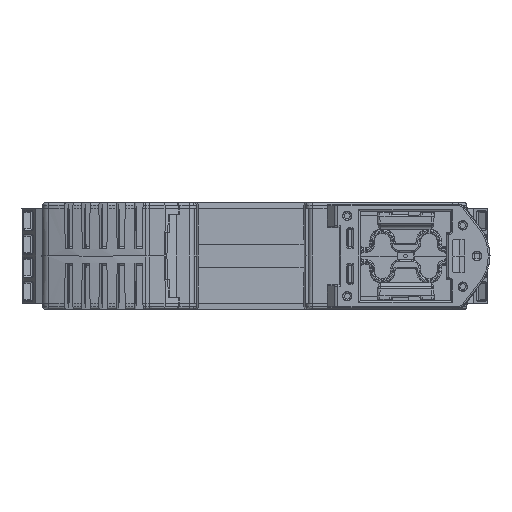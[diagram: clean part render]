
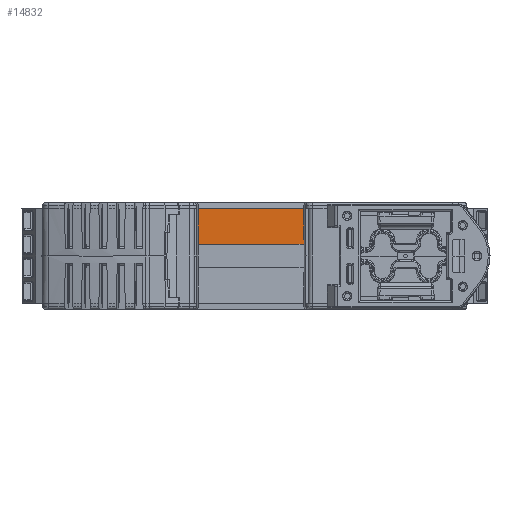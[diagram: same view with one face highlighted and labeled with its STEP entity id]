
A CAD part, left-side view. The second image highlights one B-rep face of the part: STEP entity #14832.
In plain terms, the highlighted planar face has unit normal (-1, 0, -0.009).
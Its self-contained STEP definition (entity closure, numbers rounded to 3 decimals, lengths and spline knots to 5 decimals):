
#4896 = VECTOR ( 'NONE', #187990, 39.37008 ) ;
#6759 = CARTESIAN_POINT ( 'NONE',  ( -1.82727, 0.47181, 0. ) ) ;
#8526 = EDGE_CURVE ( 'NONE', #182056, #96186, #118291, .T. ) ;
#9567 = VECTOR ( 'NONE', #176509, 39.37008 ) ;
#14832 = ADVANCED_FACE ( 'NONE', ( #150832 ), #60685, .T. ) ;
#23984 = CARTESIAN_POINT ( 'NONE',  ( -1.82813, -0.41141, 0.09816 ) ) ;
#26194 = DIRECTION ( 'NONE',  ( 0., 1., 0. ) ) ;
#31255 = DIRECTION ( 'NONE',  ( 0.009, 0., -1. ) ) ;
#35162 = EDGE_CURVE ( 'NONE', #132851, #96304, #159045, .T. ) ;
#45999 = AXIS2_PLACEMENT_3D ( 'NONE', #46937, #74418, #31255 ) ;
#46937 = CARTESIAN_POINT ( 'NONE',  ( -1.83071, 0.4688, 0.3937 ) ) ;
#60685 = PLANE ( 'NONE',  #45999 ) ;
#68903 = CARTESIAN_POINT ( 'NONE',  ( -1.83071, 0.4688, 0.3937 ) ) ;
#69569 = EDGE_LOOP ( 'NONE', ( #174137, #110642, #155641, #123605 ) ) ;
#74418 = DIRECTION ( 'NONE',  ( -1., 0., -0.009 ) ) ;
#82274 = EDGE_CURVE ( 'NONE', #96186, #132851, #128237, .T. ) ;
#85618 = VECTOR ( 'NONE', #26194, 39.37008 ) ;
#96186 = VERTEX_POINT ( 'NONE', #137675 ) ;
#96304 = VERTEX_POINT ( 'NONE', #157167 ) ;
#110642 = ORIENTED_EDGE ( 'NONE', *, *, #185606, .F. ) ;
#112985 = DIRECTION ( 'NONE',  ( 0., -1., 0. ) ) ;
#118291 = LINE ( 'NONE', #176116, #85618 ) ;
#123605 = ORIENTED_EDGE ( 'NONE', *, *, #82274, .F. ) ;
#128237 = LINE ( 'NONE', #6759, #4896 ) ;
#132851 = VERTEX_POINT ( 'NONE', #146975 ) ;
#137675 = CARTESIAN_POINT ( 'NONE',  ( -1.82813, 0.47106, 0.09816 ) ) ;
#146975 = CARTESIAN_POINT ( 'NONE',  ( -1.83071, 0.4688, 0.3937 ) ) ;
#148125 = CARTESIAN_POINT ( 'NONE',  ( -1.83071, -0.40915, 0.3937 ) ) ;
#150832 = FACE_OUTER_BOUND ( 'NONE', #69569, .T. ) ;
#155641 = ORIENTED_EDGE ( 'NONE', *, *, #35162, .F. ) ;
#157167 = CARTESIAN_POINT ( 'NONE',  ( -1.83071, -0.40915, 0.3937 ) ) ;
#159045 = LINE ( 'NONE', #68903, #191251 ) ;
#160852 = LINE ( 'NONE', #148125, #9567 ) ;
#174137 = ORIENTED_EDGE ( 'NONE', *, *, #8526, .F. ) ;
#176116 = CARTESIAN_POINT ( 'NONE',  ( -1.82813, 0.4688, 0.09816 ) ) ;
#176509 = DIRECTION ( 'NONE',  ( 0.009, -0.008, -1. ) ) ;
#182056 = VERTEX_POINT ( 'NONE', #23984 ) ;
#185606 = EDGE_CURVE ( 'NONE', #96304, #182056, #160852, .T. ) ;
#187990 = DIRECTION ( 'NONE',  ( -0.009, -0.008, 1. ) ) ;
#191251 = VECTOR ( 'NONE', #112985, 39.37008 ) ;
